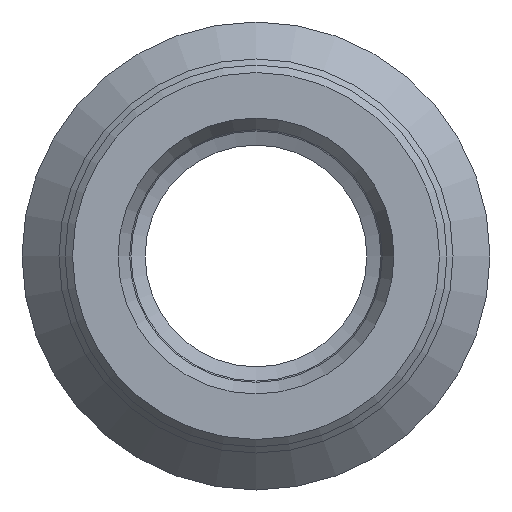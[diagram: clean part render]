
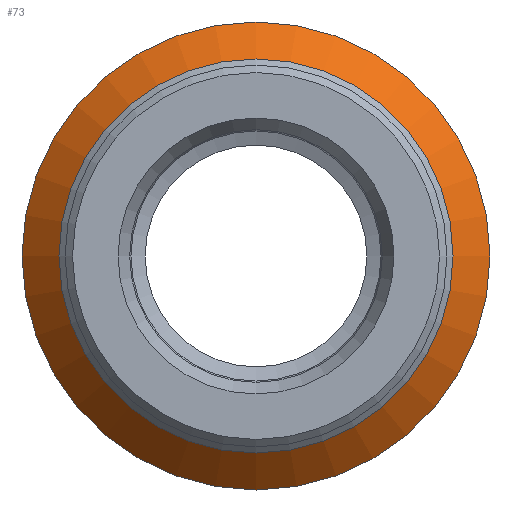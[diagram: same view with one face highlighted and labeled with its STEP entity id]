
A CAD part, front view. The second image highlights one B-rep face of the part: STEP entity #73.
In plain terms, the highlighted conical face has half-angle 45 degrees and reference radius 8 mm.
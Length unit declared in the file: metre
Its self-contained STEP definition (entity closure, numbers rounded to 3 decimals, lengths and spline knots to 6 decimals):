
#73 = ADVANCED_FACE( 'NONE', ( #170, #171 ), #172, .T. );
#170 = FACE_OUTER_BOUND( '', #301, .T. );
#171 = FACE_BOUND( '', #302, .T. );
#172 = CONICAL_SURFACE( '', #303, 0.008, 0.785 );
#301 = EDGE_LOOP( '', ( #444 ) );
#302 = EDGE_LOOP( '', ( #445 ) );
#303 = AXIS2_PLACEMENT_3D( '', #446, #447, #448 );
#444 = ORIENTED_EDGE( '', *, *, #597, .T. );
#445 = ORIENTED_EDGE( '', *, *, #600, .F. );
#446 = CARTESIAN_POINT( '', ( 0., 0., 0. ) );
#447 = DIRECTION( '', ( 0., 1., 0. ) );
#448 = DIRECTION( '', ( 0., 0., 1. ) );
#597 = EDGE_CURVE( 'NONE', #672, #672, #673, .T. );
#600 = EDGE_CURVE( 'NONE', #677, #677, #678, .T. );
#672 = VERTEX_POINT( '', #765 );
#673 = CIRCLE( '', #766, 0.0095 );
#677 = VERTEX_POINT( '', #770 );
#678 = CIRCLE( '', #771, 0.008 );
#765 = CARTESIAN_POINT( '', ( 0., 0.0015, -0.0095 ) );
#766 = AXIS2_PLACEMENT_3D( '', #862, #863, #864 );
#770 = CARTESIAN_POINT( '', ( 0., 0., -0.008 ) );
#771 = AXIS2_PLACEMENT_3D( '', #868, #869, #870 );
#862 = CARTESIAN_POINT( '', ( 0., 0.0015, 0. ) );
#863 = DIRECTION( '', ( 0., -1., 0. ) );
#864 = DIRECTION( '', ( 0., 0., -1. ) );
#868 = CARTESIAN_POINT( '', ( 0., 0., 0. ) );
#869 = DIRECTION( '', ( 0., -1., 0. ) );
#870 = DIRECTION( '', ( 0., 0., -1. ) );
